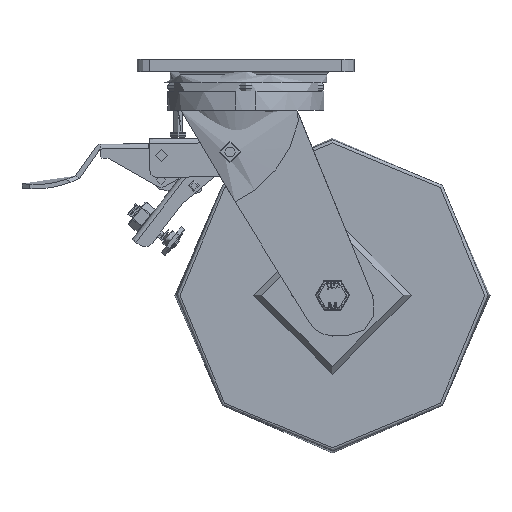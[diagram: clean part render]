
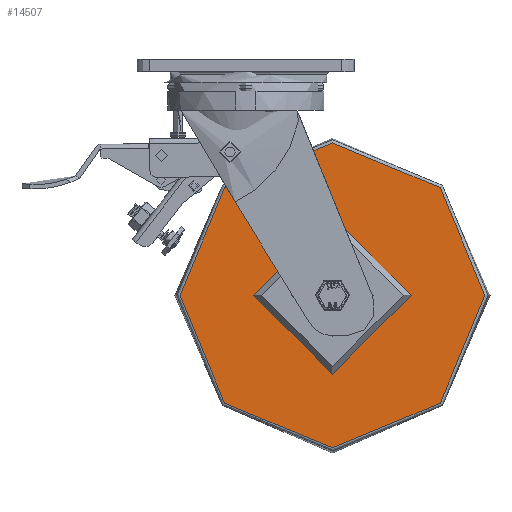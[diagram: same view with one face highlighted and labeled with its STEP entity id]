
A CAD part, front view. The second image highlights one B-rep face of the part: STEP entity #14507.
In plain terms, the highlighted planar face has unit normal (0, -1, 0).
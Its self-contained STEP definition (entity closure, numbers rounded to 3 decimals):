
#1054=FACE_BOUND('',#2986,.T.);
#1334=PLANE('',#16180);
#2027=FACE_OUTER_BOUND('',#2985,.T.);
#2985=EDGE_LOOP('',(#11944));
#2986=EDGE_LOOP('',(#11945));
#5638=CIRCLE('',#16154,96.719);
#5639=CIRCLE('',#16156,50.);
#6768=VERTEX_POINT('',#65751);
#6769=VERTEX_POINT('',#65755);
#8567=EDGE_CURVE('',#6768,#6768,#5638,.T.);
#8568=EDGE_CURVE('',#6769,#6769,#5639,.T.);
#11944=ORIENTED_EDGE('',*,*,#8567,.F.);
#11945=ORIENTED_EDGE('',*,*,#8568,.T.);
#14507=ADVANCED_FACE('',(#2027,#1054),#1334,.T.);
#16154=AXIS2_PLACEMENT_3D('',#65753,#19479,#19480);
#16156=AXIS2_PLACEMENT_3D('',#65756,#19483,#19484);
#16180=AXIS2_PLACEMENT_3D('',#65823,#19536,#19537);
#19479=DIRECTION('center_axis',(0.,1.,0.));
#19480=DIRECTION('ref_axis',(-1.,0.,0.));
#19483=DIRECTION('center_axis',(0.,1.,0.));
#19484=DIRECTION('ref_axis',(-1.,0.,0.));
#19536=DIRECTION('center_axis',(0.,-1.,0.));
#19537=DIRECTION('ref_axis',(1.,0.,0.));
#65751=CARTESIAN_POINT('',(0.,-25.,96.719));
#65753=CARTESIAN_POINT('Origin',(0.,-25.,0.));
#65755=CARTESIAN_POINT('',(50.,-25.,0.));
#65756=CARTESIAN_POINT('Origin',(0.,-25.,0.));
#65823=CARTESIAN_POINT('Origin',(-73.359,-25.,0.));
